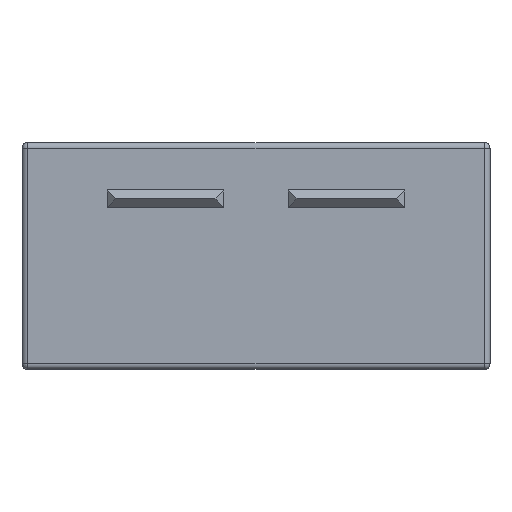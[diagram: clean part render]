
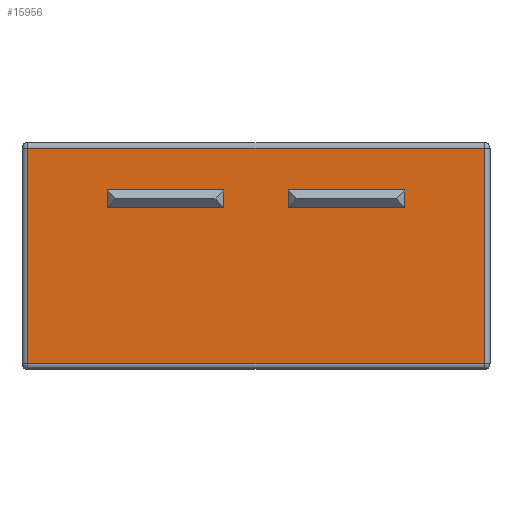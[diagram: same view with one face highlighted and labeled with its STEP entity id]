
A CAD part, front view. The second image highlights one B-rep face of the part: STEP entity #15956.
In plain terms, the highlighted planar face has unit normal (0, -1, 0).
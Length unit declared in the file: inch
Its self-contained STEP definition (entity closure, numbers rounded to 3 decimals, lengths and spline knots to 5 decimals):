
#8 = VERTEX_POINT ( 'NONE', #17196 ) ;
#716 = VECTOR ( 'NONE', #11127, 39.37008 ) ;
#929 = LINE ( 'NONE', #10978, #716 ) ;
#1164 = DIRECTION ( 'NONE',  ( 0., 0., -1. ) ) ;
#1329 = ORIENTED_EDGE ( 'NONE', *, *, #11165, .T. ) ;
#1493 = CARTESIAN_POINT ( 'NONE',  ( 0.0585, 0., 0.12 ) ) ;
#1534 = CARTESIAN_POINT ( 'NONE',  ( -0.415, 0., -0.206 ) ) ;
#2118 = ORIENTED_EDGE ( 'NONE', *, *, #4984, .T. ) ;
#2319 = VECTOR ( 'NONE', #6875, 39.37008 ) ;
#2674 = EDGE_LOOP ( 'NONE', ( #2118, #3871, #13234, #8990 ) ) ;
#3051 = CARTESIAN_POINT ( 'NONE',  ( 0.2705, 0., 0.088 ) ) ;
#3680 = VERTEX_POINT ( 'NONE', #12780 ) ;
#3734 = LINE ( 'NONE', #9160, #4104 ) ;
#3871 = ORIENTED_EDGE ( 'NONE', *, *, #5412, .T. ) ;
#4104 = VECTOR ( 'NONE', #8457, 39.37008 ) ;
#4210 = VERTEX_POINT ( 'NONE', #21547 ) ;
#4365 = ORIENTED_EDGE ( 'NONE', *, *, #12594, .T. ) ;
#4392 = EDGE_LOOP ( 'NONE', ( #16574, #20289, #1329, #23232 ) ) ;
#4395 = ORIENTED_EDGE ( 'NONE', *, *, #9690, .T. ) ;
#4533 = VECTOR ( 'NONE', #18281, 39.37008 ) ;
#4672 = LINE ( 'NONE', #21501, #11321 ) ;
#4807 = VERTEX_POINT ( 'NONE', #4869 ) ;
#4869 = CARTESIAN_POINT ( 'NONE',  ( -0.415, 0., 0.196 ) ) ;
#4984 = EDGE_CURVE ( 'NONE', #6693, #4807, #4672, .T. ) ;
#5226 = ORIENTED_EDGE ( 'NONE', *, *, #12919, .T. ) ;
#5412 = EDGE_CURVE ( 'NONE', #4807, #10134, #8358, .T. ) ;
#5482 = FACE_OUTER_BOUND ( 'NONE', #2674, .T. ) ;
#5641 = LINE ( 'NONE', #20355, #4533 ) ;
#5709 = FACE_BOUND ( 'NONE', #21941, .T. ) ;
#5916 = LINE ( 'NONE', #1493, #13863 ) ;
#5921 = FACE_BOUND ( 'NONE', #4392, .T. ) ;
#6151 = CARTESIAN_POINT ( 'NONE',  ( 0.2705, 0., 0.12 ) ) ;
#6215 = CARTESIAN_POINT ( 'NONE',  ( 0., 0., 0. ) ) ;
#6502 = DIRECTION ( 'NONE',  ( -1., 0., 0. ) ) ;
#6654 = CARTESIAN_POINT ( 'NONE',  ( 0.0585, 0., 0.088 ) ) ;
#6693 = VERTEX_POINT ( 'NONE', #19067 ) ;
#6760 = CARTESIAN_POINT ( 'NONE',  ( -0.0585, 0., 0.12 ) ) ;
#6875 = DIRECTION ( 'NONE',  ( -1., 0., 0. ) ) ;
#7071 = EDGE_CURVE ( 'NONE', #16768, #7813, #9076, .T. ) ;
#7525 = EDGE_CURVE ( 'NONE', #3680, #16768, #5916, .T. ) ;
#7635 = LINE ( 'NONE', #21470, #2319 ) ;
#7717 = AXIS2_PLACEMENT_3D ( 'NONE', #6215, #18943, #8019 ) ;
#7813 = VERTEX_POINT ( 'NONE', #3051 ) ;
#8019 = DIRECTION ( 'NONE',  ( 0., 0., -1. ) ) ;
#8358 = LINE ( 'NONE', #1534, #19800 ) ;
#8457 = DIRECTION ( 'NONE',  ( 0., 0., 1. ) ) ;
#8990 = ORIENTED_EDGE ( 'NONE', *, *, #13178, .T. ) ;
#9076 = LINE ( 'NONE', #6151, #9644 ) ;
#9160 = CARTESIAN_POINT ( 'NONE',  ( 0.0585, 0., 0.12 ) ) ;
#9644 = VECTOR ( 'NONE', #19251, 39.37008 ) ;
#9690 = EDGE_CURVE ( 'NONE', #14342, #19454, #18616, .T. ) ;
#10134 = VERTEX_POINT ( 'NONE', #20925 ) ;
#10541 = CARTESIAN_POINT ( 'NONE',  ( -0.0585, 0., 0.088 ) ) ;
#10556 = CARTESIAN_POINT ( 'NONE',  ( 0.0585, 0., 0.088 ) ) ;
#10978 = CARTESIAN_POINT ( 'NONE',  ( -0.2705, 0., 0.12 ) ) ;
#11127 = DIRECTION ( 'NONE',  ( 0., 0., 1. ) ) ;
#11163 = DIRECTION ( 'NONE',  ( 0., 0., 1. ) ) ;
#11165 = EDGE_CURVE ( 'NONE', #23003, #3680, #3734, .T. ) ;
#11241 = CARTESIAN_POINT ( 'NONE',  ( 0.415, 0., 0.206 ) ) ;
#11321 = VECTOR ( 'NONE', #20214, 39.37008 ) ;
#12273 = LINE ( 'NONE', #6760, #12340 ) ;
#12340 = VECTOR ( 'NONE', #20708, 39.37008 ) ;
#12594 = EDGE_CURVE ( 'NONE', #4210, #14342, #929, .T. ) ;
#12780 = CARTESIAN_POINT ( 'NONE',  ( 0.0585, 0., 0.12 ) ) ;
#12791 = CARTESIAN_POINT ( 'NONE',  ( -0.2705, 0., 0.12 ) ) ;
#12919 = EDGE_CURVE ( 'NONE', #19454, #19174, #12273, .T. ) ;
#13178 = EDGE_CURVE ( 'NONE', #8, #6693, #22856, .T. ) ;
#13234 = ORIENTED_EDGE ( 'NONE', *, *, #18070, .T. ) ;
#13616 = EDGE_CURVE ( 'NONE', #7813, #23003, #19808, .T. ) ;
#13863 = VECTOR ( 'NONE', #17698, 39.37008 ) ;
#14029 = CARTESIAN_POINT ( 'NONE',  ( -0.0585, 0., 0.12 ) ) ;
#14342 = VERTEX_POINT ( 'NONE', #15314 ) ;
#14948 = CARTESIAN_POINT ( 'NONE',  ( 0.2705, 0., 0.12 ) ) ;
#15314 = CARTESIAN_POINT ( 'NONE',  ( -0.2705, 0., 0.12 ) ) ;
#15956 = ADVANCED_FACE ( 'NONE', ( #5482, #5921, #5709 ), #20730, .T. ) ;
#16493 = DIRECTION ( 'NONE',  ( 1., 0., 0. ) ) ;
#16574 = ORIENTED_EDGE ( 'NONE', *, *, #7071, .T. ) ;
#16768 = VERTEX_POINT ( 'NONE', #14948 ) ;
#17172 = ORIENTED_EDGE ( 'NONE', *, *, #20423, .T. ) ;
#17196 = CARTESIAN_POINT ( 'NONE',  ( 0.415, 0., -0.196 ) ) ;
#17698 = DIRECTION ( 'NONE',  ( 1., 0., 0. ) ) ;
#18070 = EDGE_CURVE ( 'NONE', #10134, #8, #5641, .T. ) ;
#18281 = DIRECTION ( 'NONE',  ( 1., 0., 0. ) ) ;
#18616 = LINE ( 'NONE', #12791, #18851 ) ;
#18851 = VECTOR ( 'NONE', #16493, 39.37008 ) ;
#18943 = DIRECTION ( 'NONE',  ( 0., -1., 0. ) ) ;
#19067 = CARTESIAN_POINT ( 'NONE',  ( 0.415, 0., 0.196 ) ) ;
#19174 = VERTEX_POINT ( 'NONE', #10541 ) ;
#19251 = DIRECTION ( 'NONE',  ( 0., 0., -1. ) ) ;
#19454 = VERTEX_POINT ( 'NONE', #14029 ) ;
#19800 = VECTOR ( 'NONE', #1164, 39.37008 ) ;
#19808 = LINE ( 'NONE', #6654, #20246 ) ;
#20214 = DIRECTION ( 'NONE',  ( -1., 0., 0. ) ) ;
#20246 = VECTOR ( 'NONE', #6502, 39.37008 ) ;
#20289 = ORIENTED_EDGE ( 'NONE', *, *, #13616, .T. ) ;
#20355 = CARTESIAN_POINT ( 'NONE',  ( 0.425, 0., -0.196 ) ) ;
#20423 = EDGE_CURVE ( 'NONE', #19174, #4210, #7635, .T. ) ;
#20708 = DIRECTION ( 'NONE',  ( 0., 0., -1. ) ) ;
#20730 = PLANE ( 'NONE',  #7717 ) ;
#20925 = CARTESIAN_POINT ( 'NONE',  ( -0.415, 0., -0.196 ) ) ;
#21470 = CARTESIAN_POINT ( 'NONE',  ( -0.2705, 0., 0.088 ) ) ;
#21501 = CARTESIAN_POINT ( 'NONE',  ( -0.425, 0., 0.196 ) ) ;
#21547 = CARTESIAN_POINT ( 'NONE',  ( -0.2705, 0., 0.088 ) ) ;
#21941 = EDGE_LOOP ( 'NONE', ( #4395, #5226, #17172, #4365 ) ) ;
#22856 = LINE ( 'NONE', #11241, #22903 ) ;
#22903 = VECTOR ( 'NONE', #11163, 39.37008 ) ;
#23003 = VERTEX_POINT ( 'NONE', #10556 ) ;
#23232 = ORIENTED_EDGE ( 'NONE', *, *, #7525, .T. ) ;
